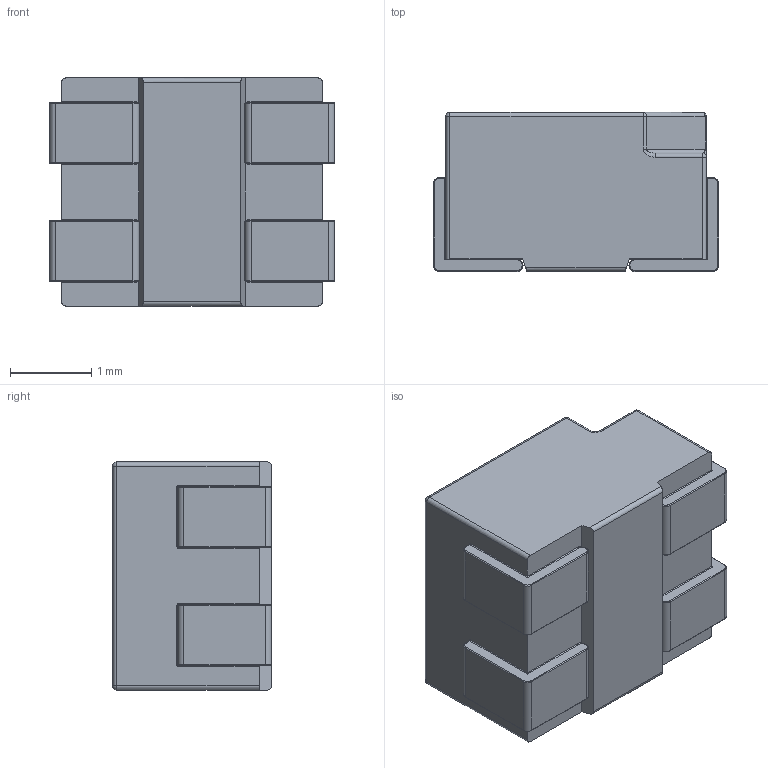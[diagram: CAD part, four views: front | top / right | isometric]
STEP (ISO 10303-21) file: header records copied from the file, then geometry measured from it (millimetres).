
FILE_DESCRIPTION(('FreeCAD Model'),'2;1');
FILE_NAME('LED_RED_PLCC4.step' ,'2017-02-28T17:21:02',('Author'),(''), 'Open CASCADE STEP processor 6.8','FreeCAD','Unknown');
FILE_SCHEMA(('AUTOMOTIVE_DESIGN_CC2 { 1 2 10303 214 -1 1 5 4 }'));
Length unit declared in the file: millimetre
Products named in the file (2): Pad; 47EE0E22-18D3-450C-A2F1-378B71BFBFCE
Bounding box: 3.5 x 1.95 x 2.8 mm (x, y, z)
Surface area: 97.7 mm2
Topology: 2 solids, 2 shells, 339 faces, 796 edges, 452 vertices
Faces by surface type: cylinder 160, torus 72, plane 71, bspline 20, sphere 12, cone 4
Entity records: 47684 total; most frequent: CARTESIAN_POINT 31352, DIRECTION 2144, ORIENTED_EDGE 1568, PCURVE 1568, DEFINITIONAL_REPRESENTATION 1568, B_SPLINE_CURVE_WITH_KNOTS 1116, EDGE_CURVE 784, SURFACE_CURVE 784
